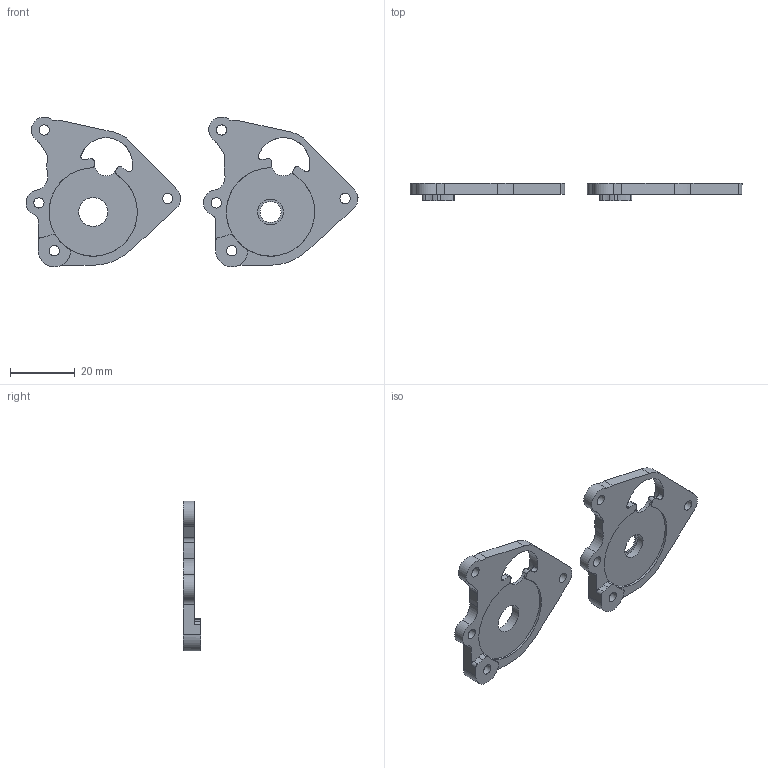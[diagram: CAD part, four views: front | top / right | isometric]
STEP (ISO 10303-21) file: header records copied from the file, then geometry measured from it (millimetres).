
FILE_DESCRIPTION(/* description */ (''),/* implementation_level */ '2;1');
FILE_NAME(/* name */ 'Combo Cad v2.step',/* time_stamp */ '2021-03-17T00:56:10-04:00',/* author */ (''),/* organization */ (''),/* preprocessor_version */ 'ST-DEVELOPER v18.1',/* originating_system */ 'Autodesk Translation Framework v9.10.0.1330',/* authorisation */ '');
FILE_SCHEMA (('AUTOMOTIVE_DESIGN { 1 0 10303 214 3 1 1 }'));
Length unit declared in the file: millimetre
Products named in the file (3): Combo Cad; HextrudORT_BLANK_CarriageBackPlate_Body; HextrudORT_BLANK_CarriageBackPlate_Body_BB_V1
Assembly tree (2 placements, depth 2):
  Combo Cad
    HextrudORT_BLANK_CarriageBackPlate_Body
    HextrudORT_BLANK_CarriageBackPlate_Body_BB_V1
Bounding box: 102.95 x 5.5 x 46.44 mm (x, y, z)
Volume: 8158.7 mm3; surface area: 7368.8 mm2
Topology: 2 solids, 2 shells, 106 faces, 303 edges, 202 vertices
Faces by surface type: cylinder 65, plane 41
Full cylindrical faces by diameter (mm): 3.2 x8, 6.5 x1, 8 x1, 9 x1, 16.5 x2
Entity records: 3671 total; most frequent: DIRECTION 669, CARTESIAN_POINT 616, ORIENTED_EDGE 606, EDGE_CURVE 303, AXIS2_PLACEMENT_3D 255, VERTEX_POINT 202, LINE 159, VECTOR 159
